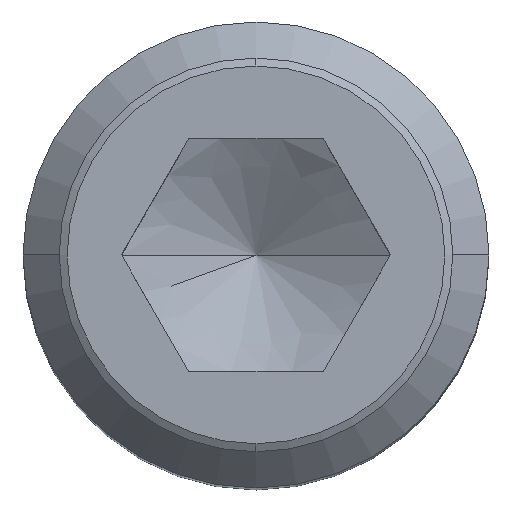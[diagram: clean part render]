
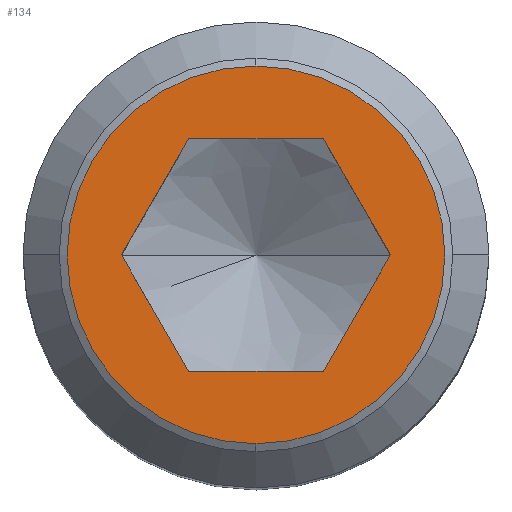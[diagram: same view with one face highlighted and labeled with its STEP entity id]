
A CAD part, top view. The second image highlights one B-rep face of the part: STEP entity #134.
In plain terms, the highlighted planar face has unit normal (0, 0, 1).
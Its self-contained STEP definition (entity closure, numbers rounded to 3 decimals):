
#134=ADVANCED_FACE('',(#351,#352),#353,.T.);
#158=EDGE_CURVE('',#184,#240,#380,.T.);
#162=EDGE_CURVE('',#296,#222,#384,.T.);
#184=VERTEX_POINT('',#408);
#202=EDGE_CURVE('',#240,#184,#428,.T.);
#204=EDGE_CURVE('',#222,#260,#430,.T.);
#222=VERTEX_POINT('',#452);
#240=VERTEX_POINT('',#474);
#254=VERTEX_POINT('',#490);
#260=VERTEX_POINT('',#496);
#262=EDGE_CURVE('',#260,#324,#498,.T.);
#288=EDGE_CURVE('',#300,#296,#524,.T.);
#296=VERTEX_POINT('',#533);
#300=VERTEX_POINT('',#537);
#306=EDGE_CURVE('',#254,#300,#544,.T.);
#320=EDGE_CURVE('',#324,#254,#558,.T.);
#324=VERTEX_POINT('',#563);
#351=FACE_BOUND('',#584,.T.);
#352=FACE_OUTER_BOUND('',#585,.T.);
#353=PLANE('',#586);
#380=CIRCLE('',#630,1.621);
#384=LINE('',#637,#638);
#408=CARTESIAN_POINT('',(0.,-1.621,0.));
#428=CIRCLE('',#706,1.621);
#430=LINE('',#709,#710);
#452=CARTESIAN_POINT('',(-0.577,1.0,0.));
#474=CARTESIAN_POINT('',(0.,1.621,0.));
#490=CARTESIAN_POINT('',(0.577,-1.0,0.));
#496=CARTESIAN_POINT('',(0.577,1.0,0.));
#498=LINE('',#826,#827);
#524=LINE('',#860,#861);
#533=CARTESIAN_POINT('',(-1.155,0.0,0.));
#537=CARTESIAN_POINT('',(-0.577,-1.0,0.));
#544=LINE('',#887,#888);
#558=LINE('',#909,#910);
#563=CARTESIAN_POINT('',(1.155,0.0,0.));
#584=EDGE_LOOP('',(#928,#929,#930,#931,#932,#933));
#585=EDGE_LOOP('',(#934,#935));
#586=AXIS2_PLACEMENT_3D('',#936,#937,#938);
#630=AXIS2_PLACEMENT_3D('',#974,#975,#976);
#637=CARTESIAN_POINT('',(-0.722,0.75,0.));
#638=VECTOR('',#978,1.0);
#706=AXIS2_PLACEMENT_3D('',#1021,#1022,#1023);
#709=CARTESIAN_POINT('',(0.289,1.0,0.));
#710=VECTOR('',#1024,1.0);
#826=CARTESIAN_POINT('',(1.01,0.25,0.));
#827=VECTOR('',#1119,1.0);
#860=CARTESIAN_POINT('',(-1.01,-0.25,0.));
#861=VECTOR('',#1127,1.0);
#887=CARTESIAN_POINT('',(-0.289,-1.0,0.));
#888=VECTOR('',#1149,1.0);
#909=CARTESIAN_POINT('',(0.722,-0.75,0.));
#910=VECTOR('',#1158,1.0);
#928=ORIENTED_EDGE('',*,*,#288,.T.);
#929=ORIENTED_EDGE('',*,*,#162,.T.);
#930=ORIENTED_EDGE('',*,*,#204,.T.);
#931=ORIENTED_EDGE('',*,*,#262,.T.);
#932=ORIENTED_EDGE('',*,*,#320,.T.);
#933=ORIENTED_EDGE('',*,*,#306,.T.);
#934=ORIENTED_EDGE('',*,*,#202,.T.);
#935=ORIENTED_EDGE('',*,*,#158,.T.);
#936=CARTESIAN_POINT('',(-1.402,0.,0.));
#937=DIRECTION('',(0.0,0.0,1.0));
#938=DIRECTION('',(-1.0,0.,0.0));
#974=CARTESIAN_POINT('',(0.,0.,0.));
#975=DIRECTION('',(0.0,0.0,1.0));
#976=DIRECTION('',(0.,1.0,0.0));
#978=DIRECTION('',(0.5,0.866,0.));
#1021=CARTESIAN_POINT('',(0.,0.,0.));
#1022=DIRECTION('',(0.0,0.0,1.0));
#1023=DIRECTION('',(0.,1.0,0.0));
#1024=DIRECTION('',(1.0,0.0,0.0));
#1119=DIRECTION('',(0.5,-0.866,0.));
#1127=DIRECTION('',(-0.5,0.866,0.));
#1149=DIRECTION('',(-1.0,0.0,0.0));
#1158=DIRECTION('',(-0.5,-0.866,0.));
